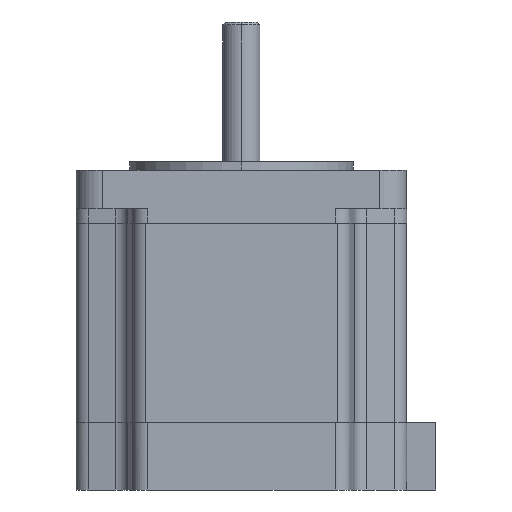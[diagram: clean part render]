
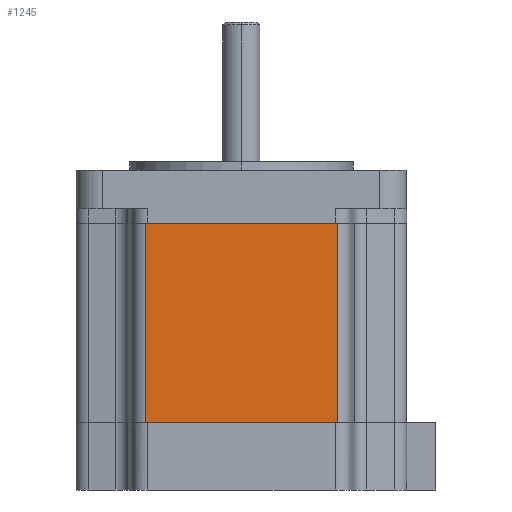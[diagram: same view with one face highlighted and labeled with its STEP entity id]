
A CAD part, left-side view. The second image highlights one B-rep face of the part: STEP entity #1245.
In plain terms, the highlighted planar face has unit normal (-1, 0, 0).
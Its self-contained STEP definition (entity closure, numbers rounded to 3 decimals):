
#24 = DIRECTION ( 'NONE',  ( 0., 1., 0. ) ) ;
#160 = VERTEX_POINT ( 'NONE', #2828 ) ;
#164 = LINE ( 'NONE', #1650, #1569 ) ;
#227 = LINE ( 'NONE', #1149, #1508 ) ;
#237 = CARTESIAN_POINT ( 'NONE',  ( -56.363, 44.554, -43.017 ) ) ;
#446 = EDGE_CURVE ( 'NONE', #2537, #3376, #164, .T. ) ;
#470 = DIRECTION ( 'NONE',  ( 0., 0., 1. ) ) ;
#691 = EDGE_LOOP ( 'NONE', ( #1966, #2350, #2426, #993 ) ) ;
#819 = DIRECTION ( 'NONE',  ( 0., 0., -1. ) ) ;
#859 = CARTESIAN_POINT ( 'NONE',  ( -56.363, 4.572, -43.017 ) ) ;
#993 = ORIENTED_EDGE ( 'NONE', *, *, #1344, .T. ) ;
#1149 = CARTESIAN_POINT ( 'NONE',  ( -56.363, 44.554, -9.017 ) ) ;
#1182 = PLANE ( 'NONE',  #2819 ) ;
#1212 = FACE_OUTER_BOUND ( 'NONE', #691, .T. ) ;
#1245 = ADVANCED_FACE ( 'NONE', ( #1212 ), #1182, .F. ) ;
#1344 = EDGE_CURVE ( 'NONE', #160, #3836, #227, .T. ) ;
#1508 = VECTOR ( 'NONE', #2674, 1000. ) ;
#1569 = VECTOR ( 'NONE', #470, 1000. ) ;
#1650 = CARTESIAN_POINT ( 'NONE',  ( -56.363, 11.834, -9.017 ) ) ;
#1692 = CARTESIAN_POINT ( 'NONE',  ( -56.363, 11.834, -9.017 ) ) ;
#1695 = DIRECTION ( 'NONE',  ( 1., 0., 0. ) ) ;
#1708 = CARTESIAN_POINT ( 'NONE',  ( -56.363, 11.834, -43.017 ) ) ;
#1811 = VECTOR ( 'NONE', #24, 1000. ) ;
#1907 = EDGE_CURVE ( 'NONE', #3376, #160, #2422, .T. ) ;
#1966 = ORIENTED_EDGE ( 'NONE', *, *, #2725, .F. ) ;
#2164 = CARTESIAN_POINT ( 'NONE',  ( -56.363, 4.572, -9.017 ) ) ;
#2350 = ORIENTED_EDGE ( 'NONE', *, *, #446, .T. ) ;
#2422 = LINE ( 'NONE', #2164, #2518 ) ;
#2426 = ORIENTED_EDGE ( 'NONE', *, *, #1907, .T. ) ;
#2518 = VECTOR ( 'NONE', #3617, 1000. ) ;
#2537 = VERTEX_POINT ( 'NONE', #1708 ) ;
#2674 = DIRECTION ( 'NONE',  ( 0., 0., -1. ) ) ;
#2685 = CARTESIAN_POINT ( 'NONE',  ( -56.363, 4.572, -43.017 ) ) ;
#2725 = EDGE_CURVE ( 'NONE', #2537, #3836, #2747, .T. ) ;
#2747 = LINE ( 'NONE', #2685, #1811 ) ;
#2819 = AXIS2_PLACEMENT_3D ( 'NONE', #859, #1695, #819 ) ;
#2828 = CARTESIAN_POINT ( 'NONE',  ( -56.363, 44.554, -9.017 ) ) ;
#3376 = VERTEX_POINT ( 'NONE', #1692 ) ;
#3617 = DIRECTION ( 'NONE',  ( 0., 1., 0. ) ) ;
#3836 = VERTEX_POINT ( 'NONE', #237 ) ;
